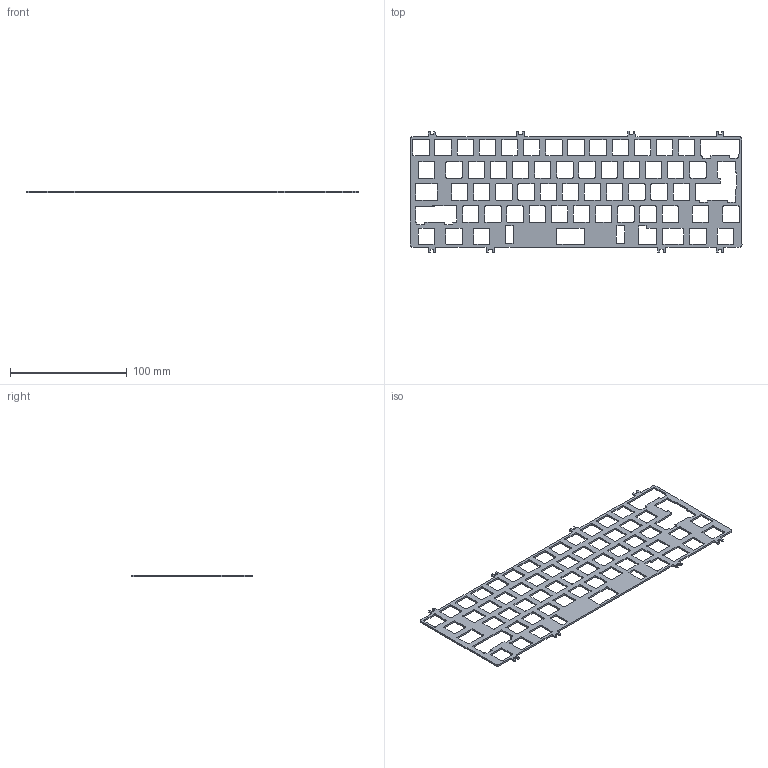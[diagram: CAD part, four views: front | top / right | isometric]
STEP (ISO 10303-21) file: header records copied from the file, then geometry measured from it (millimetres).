
FILE_DESCRIPTION(/* description */ (''),/* implementation_level */ '2;1');
FILE_NAME(/* name */ '常规定~1',/* time_stamp */ '2024-08-29T21:43:36+08:00',/* author */ (''),/* organization */ (''),/* preprocessor_version */ 'ST-DEVELOPER v16.5',/* originating_system */ '',/* authorisation */ '');
FILE_SCHEMA (('CONFIG_CONTROL_DESIGN'));
Length unit declared in the file: millimetre
Products named in the file (1): Document
Bounding box: 284.7 x 104.19 x 1.5 mm (x, y, z)
Volume: 16761.4 mm3; surface area: 45206.1 mm2
Topology: 1 solids, 1 shells, 130 faces, 384 edges, 256 vertices
Faces by surface type: bspline 128, plane 2
Entity records: 9000 total; most frequent: CARTESIAN_POINT 6724, ORIENTED_EDGE 768, EDGE_CURVE 384, EDGE_LOOP 256, VERTEX_POINT 256, ADVANCED_FACE 130, FACE_OUTER_BOUND 130, B_SPLINE_CURVE_WITH_KNOTS 128
